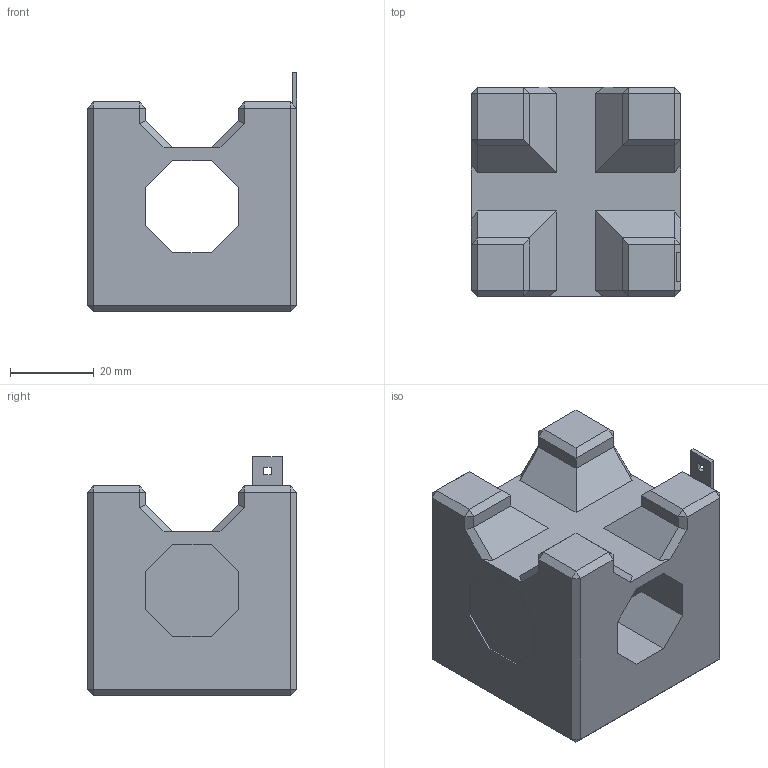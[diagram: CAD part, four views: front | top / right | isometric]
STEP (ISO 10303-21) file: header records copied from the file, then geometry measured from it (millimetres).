
FILE_DESCRIPTION (( 'STEP AP214' ), '1' );
FILE_NAME ('Cuboro_14.STEP', '2022-02-24T20:09:42', ( '' ), ( '' ), 'SwSTEP 2.0', 'SolidWorks 2019', '' );
FILE_SCHEMA (( 'AUTOMOTIVE_DESIGN' ));
Length unit declared in the file: millimetre
Products named in the file (1): Cuboro_14
Bounding box: 50 x 50 x 57 mm (x, y, z)
Volume: 76488.6 mm3; surface area: 21198.5 mm2
Topology: 1 solids, 3 shells, 148 faces, 356 edges, 216 vertices
Faces by surface type: plane 148
Entity records: 4166 total; most frequent: CARTESIAN_POINT 721, ORIENTED_EDGE 712, DIRECTION 654, LINE 356, EDGE_CURVE 356, VECTOR 356, VERTEX_POINT 216, EDGE_LOOP 154
